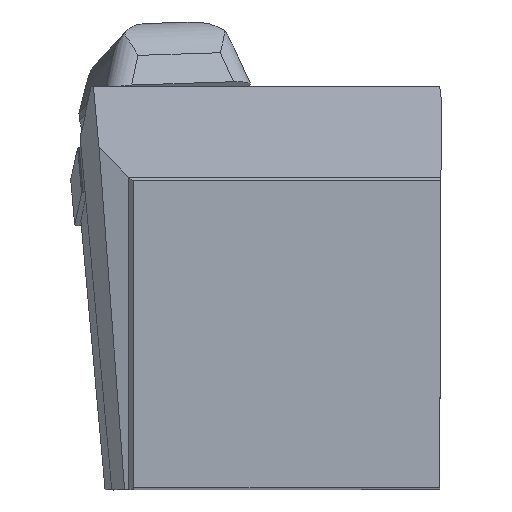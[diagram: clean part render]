
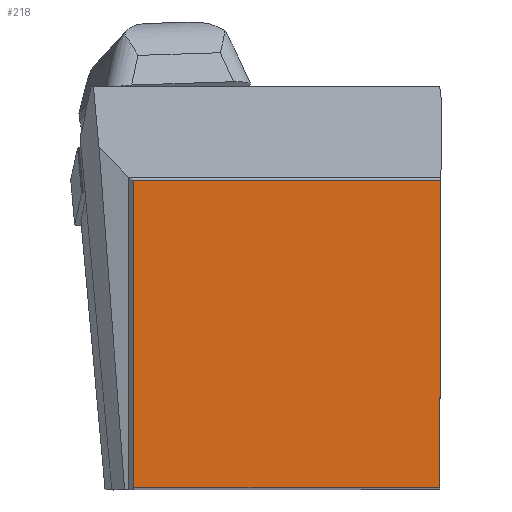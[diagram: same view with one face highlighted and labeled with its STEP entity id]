
A CAD part, top view. The second image highlights one B-rep face of the part: STEP entity #218.
In plain terms, the highlighted planar face has unit normal (0, 0, 1).
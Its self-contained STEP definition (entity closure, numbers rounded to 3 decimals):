
#154=FACE_OUTER_BOUND('',#602,.T.);
#218=ADVANCED_FACE('BLANK_BOXF006',(#154),#276,.F.);
#276=PLANE('',#1430);
#368=LINE('',#2086,#496);
#376=LINE('',#2103,#504);
#377=LINE('',#2105,#505);
#378=LINE('',#2107,#506);
#496=VECTOR('',#1651,1.);
#504=VECTOR('',#1663,1.);
#505=VECTOR('',#1666,1.);
#506=VECTOR('',#1667,1.);
#602=EDGE_LOOP('',(#785,#786,#787,#788));
#785=ORIENTED_EDGE('',*,*,#1207,.F.);
#786=ORIENTED_EDGE('',*,*,#1197,.F.);
#787=ORIENTED_EDGE('',*,*,#1206,.F.);
#788=ORIENTED_EDGE('',*,*,#1208,.F.);
#1060=VERTEX_POINT('',#2085);
#1061=VERTEX_POINT('',#2087);
#1067=VERTEX_POINT('',#2102);
#1068=VERTEX_POINT('',#2106);
#1197=EDGE_CURVE('',#1060,#1061,#368,.T.);
#1206=EDGE_CURVE('',#1067,#1060,#376,.T.);
#1207=EDGE_CURVE('',#1061,#1068,#377,.T.);
#1208=EDGE_CURVE('',#1068,#1067,#378,.T.);
#1430=AXIS2_PLACEMENT_3D('',#2108,#1668,#1669);
#1651=DIRECTION('',(-1.,0.,0.));
#1663=DIRECTION('',(-0.004,-1.,0.));
#1666=DIRECTION('',(0.,1.,0.));
#1667=DIRECTION('',(1.,0.,0.));
#1668=DIRECTION('',(0.,0.,-1.));
#1669=DIRECTION('',(-1.,0.,0.));
#2085=CARTESIAN_POINT('',(-0.138,0.,0.));
#2086=CARTESIAN_POINT('',(168.4,0.,0.));
#2087=CARTESIAN_POINT('',(-31.623,0.,0.));
#2102=CARTESIAN_POINT('',(0.,31.623,0.));
#2103=CARTESIAN_POINT('',(0.597,168.398,0.));
#2105=CARTESIAN_POINT('',(-31.623,-168.4,0.));
#2106=CARTESIAN_POINT('',(-31.623,31.623,0.));
#2107=CARTESIAN_POINT('',(-168.4,31.623,0.));
#2108=CARTESIAN_POINT('',(-54.1,-5.,0.));
